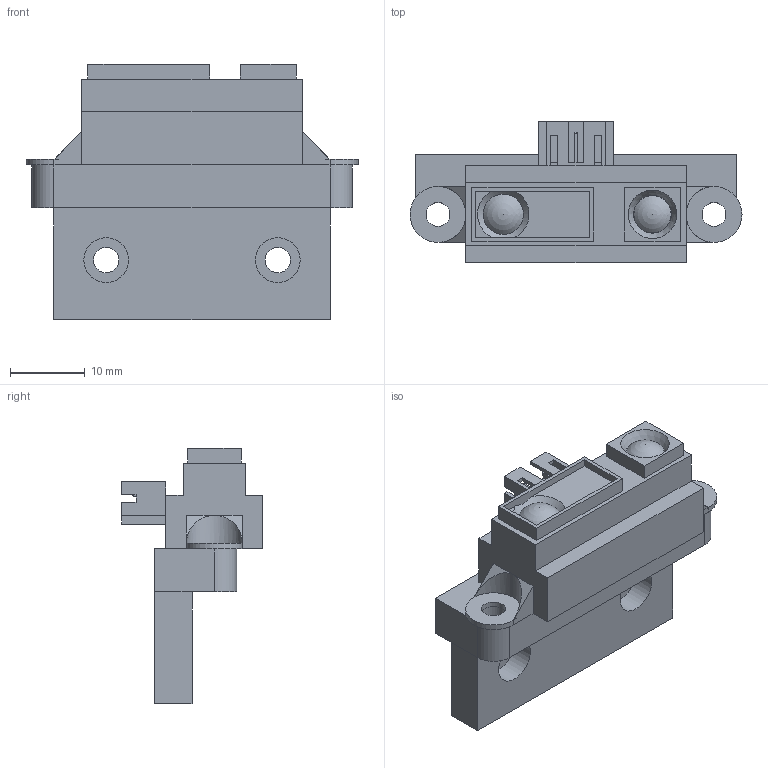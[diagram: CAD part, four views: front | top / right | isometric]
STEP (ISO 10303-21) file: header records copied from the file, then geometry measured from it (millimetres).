
FILE_DESCRIPTION(/* description */ (''),/* implementation_level */ '2;1');
FILE_NAME(/* name */ 'IR.step',/* time_stamp */ '2020-03-06T22:39:40-05:00',/* author */ (''),/* organization */ (''),/* preprocessor_version */ 'ST-DEVELOPER v18',/* originating_system */ 'Autodesk Translation Framework v8.12.0.6',/* authorisation */ '');
FILE_SCHEMA (('AUTOMOTIVE_DESIGN { 1 0 10303 214 3 1 1 }'));
Length unit declared in the file: millimetre
Products named in the file (1): 2Y0A21
Bounding box: 44.5 x 19 x 34.25 mm (x, y, z)
Volume: 9461.9 mm3; surface area: 5500.2 mm2
Topology: 2 solids, 2 shells, 128 faces, 339 edges, 219 vertices
Faces by surface type: plane 110, cylinder 14, sphere 2, cone 2
Full cylindrical faces by diameter (mm): 3.2 x4, 3.4 x2, 6 x2
Entity records: 3961 total; most frequent: CARTESIAN_POINT 689, ORIENTED_EDGE 674, DIRECTION 640, EDGE_CURVE 337, LINE 288, VECTOR 288, VERTEX_POINT 219, AXIS2_PLACEMENT_3D 176
